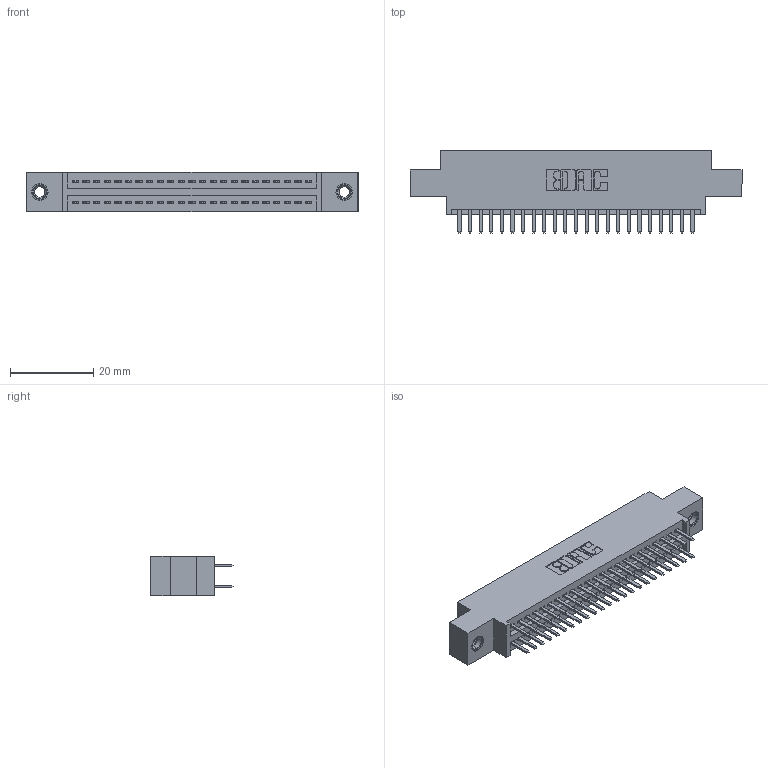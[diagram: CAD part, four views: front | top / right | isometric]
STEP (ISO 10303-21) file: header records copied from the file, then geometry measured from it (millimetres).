
FILE_DESCRIPTION (( 'STEP AP203' ), '1' );
FILE_NAME ('345-046-520-807.STEP', '2019-10-29T01:21:06', ( '' ), ( '' ), 'SwSTEP 2.0', 'SolidWorks 2016', '' );
FILE_SCHEMA (( 'CONFIG_CONTROL_DESIGN' ));
Length unit declared in the file: inch
Products named in the file (4): 345-250-001_345-250-005-103; 345-292-001_345-293-120; 345-046-520-807; 345 Part_0.170 Offset - 0.156 Dia-TI
Assembly tree (49 placements, depth 2):
  345-046-520-807
    345 Part_0.170 Offset - 0.156 Dia-TI
    345-292-001_345-293-120  x46
    345-250-001_345-250-005-103  x2
Bounding box: 79.63 x 19.68 x 9.4 mm (x, y, z)
Volume: 7411.8 mm3; surface area: 10716.2 mm2
Topology: 49 solids, 49 shells, 2674 faces, 7711 edges, 5010 vertices
Faces by surface type: plane 1726, cylinder 932, cone 12, torus 4
Entity records: 22036 total; most frequent: CARTESIAN_POINT 3707, ORIENTED_EDGE 3622, DIRECTION 3305, EDGE_CURVE 1811, LINE 1563, VECTOR 1563, VERTEX_POINT 1200, AXIS2_PLACEMENT_3D 871
